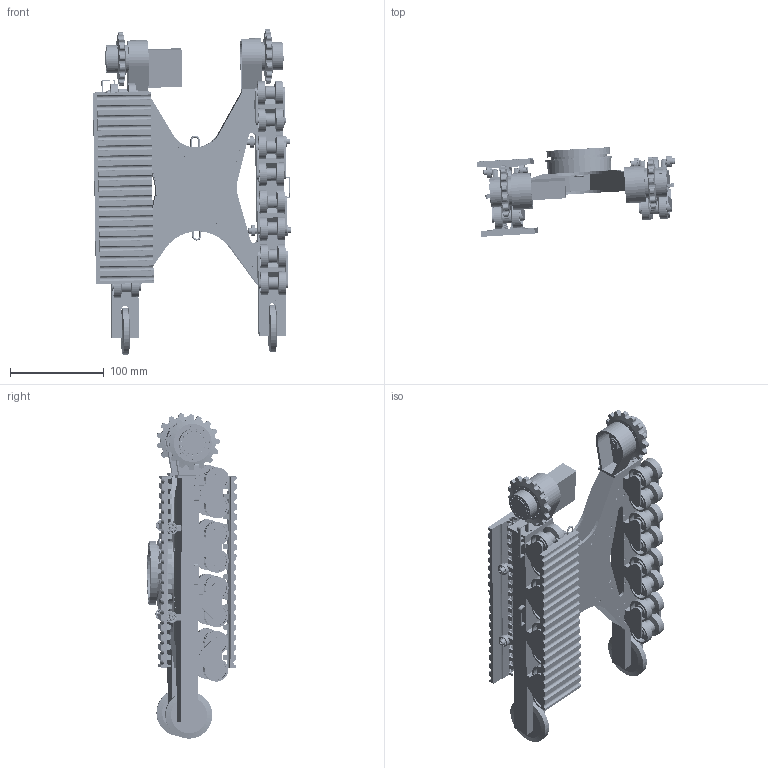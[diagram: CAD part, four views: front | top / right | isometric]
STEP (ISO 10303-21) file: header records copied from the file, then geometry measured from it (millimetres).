
FILE_DESCRIPTION(('CATIA V5 STEP Exchange'),'2;1');
FILE_NAME('Chassis fixe.stp','2024-04-16T15:53:04+00:00',('none'),('none'),'CATIA Version 5 Release 19 GA (IN-10)','CATIA V5 STEP AP203','none');
FILE_SCHEMA(('CONFIG_CONTROL_DESIGN'));
Length unit declared in the file: millimetre
Products named in the file (4): Chassis fixe EG110R; Barbotin; Galet superieur; Sous ensemble chassis fixe
Assembly tree (91 placements, depth 3):
  Chassis fixe EG110R
    #56  x2
    Barbotin  x8
      #7318
      #7422
      #7897
      #13093
      #13869
      #14077
    #14365  x2
    #15038  x2
    Galet superieur  x8
      #15325
      #16290
      #19069
    #19344
    #19777
    #20972  x2
    #21677
    #22376
    Sous ensemble chassis fixe
      #22557
      #27752  x8
      #28357
      #29043
      #30094  x2
      #30653  x2
      #32005  x8
      #32422  x2
      #32882
      #36082
      #36991
      #37762
      #38533  x2
      #39412
      #40947
      #42482  x2
      #43360
      #44602  x2
      #44977
      #46458
    #47954  x2
Bounding box: 211.5 x 95.66 x 346.49 mm (x, y, z)
Volume: 763443.7 mm3; surface area: 521377.3 mm2
Topology: 424 solids, 424 shells, 9811 faces, 26768 edges, 14365 vertices
Faces by surface type: cylinder 2492, plane 2427, torus 2360, sphere 1760, cone 772
Entity records: 56994 total; most frequent: CARTESIAN_POINT 12667, ORIENTED_EDGE 9832, DIRECTION 7372, EDGE_CURVE 4916, VERTEX_POINT 3237, VECTOR 3159, LINE 3159, AXIS2_PLACEMENT_3D 2775
